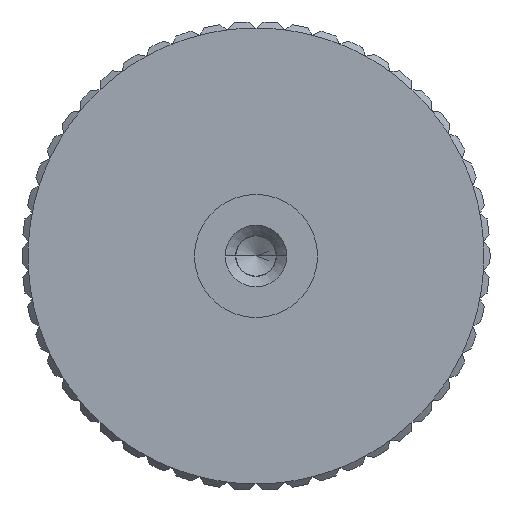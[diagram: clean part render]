
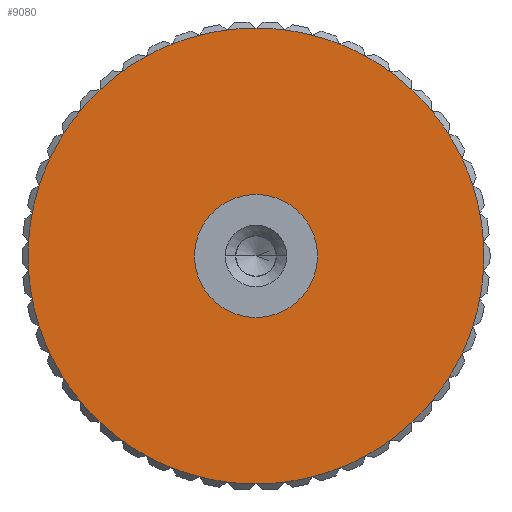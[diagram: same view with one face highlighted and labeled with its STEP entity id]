
A CAD part, front view. The second image highlights one B-rep face of the part: STEP entity #9080.
In plain terms, the highlighted planar face has unit normal (0, -1, 0).
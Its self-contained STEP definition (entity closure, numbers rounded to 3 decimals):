
#460=CARTESIAN_POINT('',(5.,11.,0.));
#470=VERTEX_POINT('',#460);
#550=CARTESIAN_POINT('',(-5.,11.,0.));
#560=VERTEX_POINT('',#550);
#590=CARTESIAN_POINT('',(0.,11.,0.));
#600=DIRECTION('',(0.,1.,0.));
#610=DIRECTION('',(1.,0.,0.));
#620=AXIS2_PLACEMENT_3D('',#590,#600,#610);
#630=CIRCLE('',#620,5.);
#640=EDGE_CURVE('',#560,#470,#630,.T.);
#2180=CARTESIAN_POINT('',(2.319,11.,18.354));
#2190=VERTEX_POINT('',#2180);
#6930=CARTESIAN_POINT('',(10.8,11.,0.));
#6940=DIRECTION('',(-0.,1.,0.));
#6950=DIRECTION('',(1.,0.,0.));
#6960=AXIS2_PLACEMENT_3D('',#6930,#6940,#6950);
#6970=PLANE('',#6960);
#6980=CARTESIAN_POINT('',(0.,11.,0.));
#6990=DIRECTION('',(0.,-1.,0.));
#7000=DIRECTION('',(0.,0.,1.));
#7010=AXIS2_PLACEMENT_3D('',#6980,#6990,#7000);
#7020=CIRCLE('',#7010,18.5);
#7030=CARTESIAN_POINT('',(4.601,11.,17.919));
#7040=VERTEX_POINT('',#7030);
#7050=EDGE_CURVE('',#7040,#2190,#7020,.T.);
#7060=ORIENTED_EDGE('',*,*,#7050,.T.);
#7070=CARTESIAN_POINT('',(6.81,11.,17.201));
#7080=VERTEX_POINT('',#7070);
#7090=EDGE_CURVE('',#7080,#7040,#7020,.T.);
#7100=ORIENTED_EDGE('',*,*,#7090,.T.);
#7110=CARTESIAN_POINT('',(8.912,11.,16.212));
#7120=VERTEX_POINT('',#7110);
#7130=EDGE_CURVE('',#7120,#7080,#7020,.T.);
#7140=ORIENTED_EDGE('',*,*,#7130,.T.);
#7150=CARTESIAN_POINT('',(10.874,11.,14.967));
#7160=VERTEX_POINT('',#7150);
#7170=EDGE_CURVE('',#7160,#7120,#7020,.T.);
#7180=ORIENTED_EDGE('',*,*,#7170,.T.);
#7190=CARTESIAN_POINT('',(12.664,11.,13.486));
#7200=VERTEX_POINT('',#7190);
#7210=EDGE_CURVE('',#7200,#7160,#7020,.T.);
#7220=ORIENTED_EDGE('',*,*,#7210,.T.);
#7230=CARTESIAN_POINT('',(14.254,11.,11.792));
#7240=VERTEX_POINT('',#7230);
#7250=EDGE_CURVE('',#7240,#7200,#7020,.T.);
#7260=ORIENTED_EDGE('',*,*,#7250,.T.);
#7270=CARTESIAN_POINT('',(15.62,11.,9.913));
#7280=VERTEX_POINT('',#7270);
#7290=EDGE_CURVE('',#7280,#7240,#7020,.T.);
#7300=ORIENTED_EDGE('',*,*,#7290,.T.);
#7310=CARTESIAN_POINT('',(16.739,11.,7.877));
#7320=VERTEX_POINT('',#7310);
#7330=EDGE_CURVE('',#7320,#7280,#7020,.T.);
#7340=ORIENTED_EDGE('',*,*,#7330,.T.);
#7350=CARTESIAN_POINT('',(17.595,11.,5.717));
#7360=VERTEX_POINT('',#7350);
#7370=EDGE_CURVE('',#7360,#7320,#7020,.T.);
#7380=ORIENTED_EDGE('',*,*,#7370,.T.);
#7390=CARTESIAN_POINT('',(18.172,11.,3.467));
#7400=VERTEX_POINT('',#7390);
#7410=EDGE_CURVE('',#7400,#7360,#7020,.T.);
#7420=ORIENTED_EDGE('',*,*,#7410,.T.);
#7430=CARTESIAN_POINT('',(18.463,11.,1.162));
#7440=VERTEX_POINT('',#7430);
#7450=EDGE_CURVE('',#7440,#7400,#7020,.T.);
#7460=ORIENTED_EDGE('',*,*,#7450,.T.);
#7470=CARTESIAN_POINT('',(18.463,11.,-1.162));
#7480=VERTEX_POINT('',#7470);
#7490=EDGE_CURVE('',#7480,#7440,#7020,.T.);
#7500=ORIENTED_EDGE('',*,*,#7490,.T.);
#7510=CARTESIAN_POINT('',(18.172,11.,-3.467));
#7520=VERTEX_POINT('',#7510);
#7530=EDGE_CURVE('',#7520,#7480,#7020,.T.);
#7540=ORIENTED_EDGE('',*,*,#7530,.T.);
#7550=CARTESIAN_POINT('',(17.595,11.,-5.717));
#7560=VERTEX_POINT('',#7550);
#7570=EDGE_CURVE('',#7560,#7520,#7020,.T.);
#7580=ORIENTED_EDGE('',*,*,#7570,.T.);
#7590=CARTESIAN_POINT('',(16.739,11.,-7.877));
#7600=VERTEX_POINT('',#7590);
#7610=EDGE_CURVE('',#7600,#7560,#7020,.T.);
#7620=ORIENTED_EDGE('',*,*,#7610,.T.);
#7630=CARTESIAN_POINT('',(15.62,11.,-9.913));
#7640=VERTEX_POINT('',#7630);
#7650=EDGE_CURVE('',#7640,#7600,#7020,.T.);
#7660=ORIENTED_EDGE('',*,*,#7650,.T.);
#7670=CARTESIAN_POINT('',(14.254,11.,-11.792));
#7680=VERTEX_POINT('',#7670);
#7690=EDGE_CURVE('',#7680,#7640,#7020,.T.);
#7700=ORIENTED_EDGE('',*,*,#7690,.T.);
#7710=CARTESIAN_POINT('',(12.664,11.,-13.486));
#7720=VERTEX_POINT('',#7710);
#7730=EDGE_CURVE('',#7720,#7680,#7020,.T.);
#7740=ORIENTED_EDGE('',*,*,#7730,.T.);
#7750=CARTESIAN_POINT('',(10.874,11.,-14.967));
#7760=VERTEX_POINT('',#7750);
#7770=EDGE_CURVE('',#7760,#7720,#7020,.T.);
#7780=ORIENTED_EDGE('',*,*,#7770,.T.);
#7790=CARTESIAN_POINT('',(8.912,11.,-16.212));
#7800=VERTEX_POINT('',#7790);
#7810=EDGE_CURVE('',#7800,#7760,#7020,.T.);
#7820=ORIENTED_EDGE('',*,*,#7810,.T.);
#7830=CARTESIAN_POINT('',(6.81,11.,-17.201));
#7840=VERTEX_POINT('',#7830);
#7850=EDGE_CURVE('',#7840,#7800,#7020,.T.);
#7860=ORIENTED_EDGE('',*,*,#7850,.T.);
#7870=CARTESIAN_POINT('',(4.601,11.,-17.919));
#7880=VERTEX_POINT('',#7870);
#7890=EDGE_CURVE('',#7880,#7840,#7020,.T.);
#7900=ORIENTED_EDGE('',*,*,#7890,.T.);
#7910=CARTESIAN_POINT('',(2.319,11.,-18.354));
#7920=VERTEX_POINT('',#7910);
#7930=EDGE_CURVE('',#7920,#7880,#7020,.T.);
#7940=ORIENTED_EDGE('',*,*,#7930,.T.);
#7950=CARTESIAN_POINT('',(0.,11.,-18.5));
#7960=VERTEX_POINT('',#7950);
#7970=EDGE_CURVE('',#7960,#7920,#7020,.T.);
#7980=ORIENTED_EDGE('',*,*,#7970,.T.);
#7990=CARTESIAN_POINT('',(-2.319,11.,-18.354));
#8000=VERTEX_POINT('',#7990);
#8010=EDGE_CURVE('',#8000,#7960,#7020,.T.);
#8020=ORIENTED_EDGE('',*,*,#8010,.T.);
#8030=CARTESIAN_POINT('',(-4.601,11.,-17.919));
#8040=VERTEX_POINT('',#8030);
#8050=EDGE_CURVE('',#8040,#8000,#7020,.T.);
#8060=ORIENTED_EDGE('',*,*,#8050,.T.);
#8070=CARTESIAN_POINT('',(-6.81,11.,-17.201));
#8080=VERTEX_POINT('',#8070);
#8090=EDGE_CURVE('',#8080,#8040,#7020,.T.);
#8100=ORIENTED_EDGE('',*,*,#8090,.T.);
#8110=CARTESIAN_POINT('',(-8.912,11.,-16.212));
#8120=VERTEX_POINT('',#8110);
#8130=EDGE_CURVE('',#8120,#8080,#7020,.T.);
#8140=ORIENTED_EDGE('',*,*,#8130,.T.);
#8150=CARTESIAN_POINT('',(-10.874,11.,-14.967));
#8160=VERTEX_POINT('',#8150);
#8170=EDGE_CURVE('',#8160,#8120,#7020,.T.);
#8180=ORIENTED_EDGE('',*,*,#8170,.T.);
#8190=CARTESIAN_POINT('',(-12.664,11.,-13.486));
#8200=VERTEX_POINT('',#8190);
#8210=EDGE_CURVE('',#8200,#8160,#7020,.T.);
#8220=ORIENTED_EDGE('',*,*,#8210,.T.);
#8230=CARTESIAN_POINT('',(-14.254,11.,-11.792));
#8240=VERTEX_POINT('',#8230);
#8250=EDGE_CURVE('',#8240,#8200,#7020,.T.);
#8260=ORIENTED_EDGE('',*,*,#8250,.T.);
#8270=CARTESIAN_POINT('',(-15.62,11.,-9.913));
#8280=VERTEX_POINT('',#8270);
#8290=EDGE_CURVE('',#8280,#8240,#7020,.T.);
#8300=ORIENTED_EDGE('',*,*,#8290,.T.);
#8310=CARTESIAN_POINT('',(-16.739,11.,-7.877));
#8320=VERTEX_POINT('',#8310);
#8330=EDGE_CURVE('',#8320,#8280,#7020,.T.);
#8340=ORIENTED_EDGE('',*,*,#8330,.T.);
#8350=CARTESIAN_POINT('',(-17.595,11.,-5.717));
#8360=VERTEX_POINT('',#8350);
#8370=EDGE_CURVE('',#8360,#8320,#7020,.T.);
#8380=ORIENTED_EDGE('',*,*,#8370,.T.);
#8390=CARTESIAN_POINT('',(-18.172,11.,-3.467));
#8400=VERTEX_POINT('',#8390);
#8410=EDGE_CURVE('',#8400,#8360,#7020,.T.);
#8420=ORIENTED_EDGE('',*,*,#8410,.T.);
#8430=CARTESIAN_POINT('',(-18.463,11.,-1.162));
#8440=VERTEX_POINT('',#8430);
#8450=EDGE_CURVE('',#8440,#8400,#7020,.T.);
#8460=ORIENTED_EDGE('',*,*,#8450,.T.);
#8470=CARTESIAN_POINT('',(-18.463,11.,1.162));
#8480=VERTEX_POINT('',#8470);
#8490=EDGE_CURVE('',#8480,#8440,#7020,.T.);
#8500=ORIENTED_EDGE('',*,*,#8490,.T.);
#8510=CARTESIAN_POINT('',(-18.172,11.,3.467));
#8520=VERTEX_POINT('',#8510);
#8530=EDGE_CURVE('',#8520,#8480,#7020,.T.);
#8540=ORIENTED_EDGE('',*,*,#8530,.T.);
#8550=CARTESIAN_POINT('',(-17.595,11.,5.717));
#8560=VERTEX_POINT('',#8550);
#8570=EDGE_CURVE('',#8560,#8520,#7020,.T.);
#8580=ORIENTED_EDGE('',*,*,#8570,.T.);
#8590=CARTESIAN_POINT('',(-16.739,11.,7.877));
#8600=VERTEX_POINT('',#8590);
#8610=EDGE_CURVE('',#8600,#8560,#7020,.T.);
#8620=ORIENTED_EDGE('',*,*,#8610,.T.);
#8630=CARTESIAN_POINT('',(-15.62,11.,9.913));
#8640=VERTEX_POINT('',#8630);
#8650=EDGE_CURVE('',#8640,#8600,#7020,.T.);
#8660=ORIENTED_EDGE('',*,*,#8650,.T.);
#8670=CARTESIAN_POINT('',(-14.254,11.,11.792));
#8680=VERTEX_POINT('',#8670);
#8690=EDGE_CURVE('',#8680,#8640,#7020,.T.);
#8700=ORIENTED_EDGE('',*,*,#8690,.T.);
#8710=CARTESIAN_POINT('',(-12.664,11.,13.486));
#8720=VERTEX_POINT('',#8710);
#8730=EDGE_CURVE('',#8720,#8680,#7020,.T.);
#8740=ORIENTED_EDGE('',*,*,#8730,.T.);
#8750=CARTESIAN_POINT('',(-10.874,11.,14.967));
#8760=VERTEX_POINT('',#8750);
#8770=EDGE_CURVE('',#8760,#8720,#7020,.T.);
#8780=ORIENTED_EDGE('',*,*,#8770,.T.);
#8790=CARTESIAN_POINT('',(-8.912,11.,16.212));
#8800=VERTEX_POINT('',#8790);
#8810=EDGE_CURVE('',#8800,#8760,#7020,.T.);
#8820=ORIENTED_EDGE('',*,*,#8810,.T.);
#8830=CARTESIAN_POINT('',(-6.81,11.,17.201));
#8840=VERTEX_POINT('',#8830);
#8850=EDGE_CURVE('',#8840,#8800,#7020,.T.);
#8860=ORIENTED_EDGE('',*,*,#8850,.T.);
#8870=CARTESIAN_POINT('',(-4.601,11.,17.919));
#8880=VERTEX_POINT('',#8870);
#8890=EDGE_CURVE('',#8880,#8840,#7020,.T.);
#8900=ORIENTED_EDGE('',*,*,#8890,.T.);
#8910=CARTESIAN_POINT('',(-2.319,11.,18.354));
#8920=VERTEX_POINT('',#8910);
#8930=EDGE_CURVE('',#8920,#8880,#7020,.T.);
#8940=ORIENTED_EDGE('',*,*,#8930,.T.);
#8950=CARTESIAN_POINT('',(0.,11.,18.5));
#8960=VERTEX_POINT('',#8950);
#8970=EDGE_CURVE('',#8960,#8920,#7020,.T.);
#8980=ORIENTED_EDGE('',*,*,#8970,.T.);
#8990=EDGE_CURVE('',#2190,#8960,#7020,.T.);
#9000=ORIENTED_EDGE('',*,*,#8990,.T.);
#9010=EDGE_LOOP('',(#9000,#8980,#8940,#8900,#8860,#8820,#8780,#8740,
#8700,#8660,#8620,#8580,#8540,#8500,#8460,#8420,#8380,#8340,#8300,#8260,
#8220,#8180,#8140,#8100,#8060,#8020,#7980,#7940,#7900,#7860,#7820,#7780,
#7740,#7700,#7660,#7620,#7580,#7540,#7500,#7460,#7420,#7380,#7340,#7300,
#7260,#7220,#7180,#7140,#7100,#7060));
#9020=FACE_OUTER_BOUND('',#9010,.T.);
#9030=EDGE_CURVE('',#470,#560,#630,.T.);
#9040=ORIENTED_EDGE('',*,*,#9030,.T.);
#9050=ORIENTED_EDGE('',*,*,#640,.T.);
#9060=EDGE_LOOP('',(#9050,#9040));
#9070=FACE_BOUND('',#9060,.T.);
#9080=ADVANCED_FACE('',(#9020,#9070),#6970,.F.);
